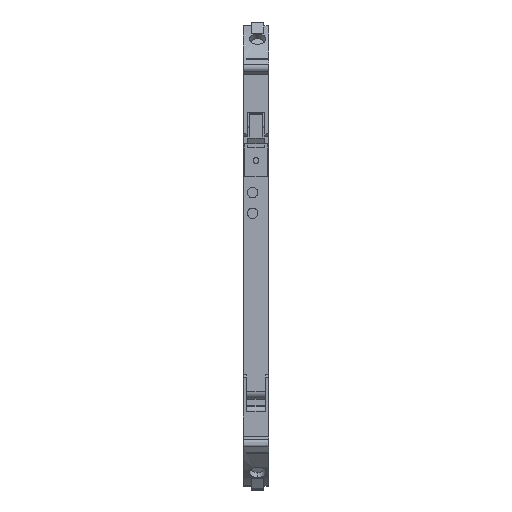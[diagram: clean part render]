
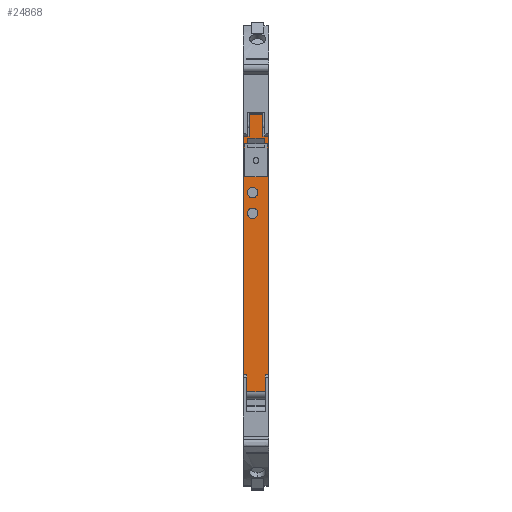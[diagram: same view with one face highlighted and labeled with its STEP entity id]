
A CAD part, top view. The second image highlights one B-rep face of the part: STEP entity #24868.
In plain terms, the highlighted planar face has unit normal (0, 0, 1).
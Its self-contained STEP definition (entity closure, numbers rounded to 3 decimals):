
#24166=AXIS2_PLACEMENT_3D('Plane Axis2P3D',#24163,#24164,#24165) ;
#24639=AXIS2_PLACEMENT_3D('Circle Axis2P3D',#24637,#24638,$) ;
#24671=AXIS2_PLACEMENT_3D('Circle Axis2P3D',#24669,#24670,$) ;
#24852=AXIS2_PLACEMENT_3D('Circle Axis2P3D',#24850,#24851,$) ;
#24861=AXIS2_PLACEMENT_3D('Circle Axis2P3D',#24859,#24860,$) ;
#24163=CARTESIAN_POINT('Axis2P3D Location',(0.075,85.563,112.497)) ;
#24634=CARTESIAN_POINT('Vertex',(0.96,71.463,112.497)) ;
#24637=CARTESIAN_POINT('Axis2P3D Location',(2.21,71.463,112.497)) ;
#24641=CARTESIAN_POINT('Vertex',(3.46,71.463,112.497)) ;
#24669=CARTESIAN_POINT('Axis2P3D Location',(2.21,71.463,112.497)) ;
#24682=CARTESIAN_POINT('Line Origine',(5.695,27.563,112.497)) ;
#24686=CARTESIAN_POINT('Vertex',(6.09,27.563,112.497)) ;
#24688=CARTESIAN_POINT('Vertex',(5.3,27.563,112.497)) ;
#24691=CARTESIAN_POINT('Line Origine',(6.09,56.263,112.497)) ;
#24695=CARTESIAN_POINT('Vertex',(6.09,84.963,112.497)) ;
#24698=CARTESIAN_POINT('Line Origine',(5.405,84.963,112.497)) ;
#24702=CARTESIAN_POINT('Vertex',(4.72,84.963,112.497)) ;
#24705=CARTESIAN_POINT('Line Origine',(4.72,87.614,112.497)) ;
#24709=CARTESIAN_POINT('Vertex',(4.72,90.264,112.497)) ;
#24712=CARTESIAN_POINT('Line Origine',(3.05,90.264,112.497)) ;
#24716=CARTESIAN_POINT('Vertex',(1.38,90.264,112.497)) ;
#24719=CARTESIAN_POINT('Line Origine',(1.38,87.614,112.497)) ;
#24723=CARTESIAN_POINT('Vertex',(1.38,84.963,112.497)) ;
#24726=CARTESIAN_POINT('Line Origine',(0.695,84.963,112.497)) ;
#24730=CARTESIAN_POINT('Vertex',(0.01,84.963,112.497)) ;
#24733=CARTESIAN_POINT('Line Origine',(0.01,56.263,112.497)) ;
#24737=CARTESIAN_POINT('Vertex',(0.01,27.563,112.497)) ;
#24740=CARTESIAN_POINT('Line Origine',(0.405,27.563,112.497)) ;
#24744=CARTESIAN_POINT('Vertex',(0.8,27.563,112.497)) ;
#24747=CARTESIAN_POINT('Line Origine',(0.8,25.563,112.497)) ;
#24751=CARTESIAN_POINT('Vertex',(0.8,23.563,112.497)) ;
#24754=CARTESIAN_POINT('Line Origine',(3.05,23.563,112.497)) ;
#24758=CARTESIAN_POINT('Vertex',(5.3,23.563,112.497)) ;
#24761=CARTESIAN_POINT('Line Origine',(5.3,25.563,112.497)) ;
#24780=CARTESIAN_POINT('Line Origine',(3.05,84.57,112.497)) ;
#24784=CARTESIAN_POINT('Vertex',(5.011,84.57,112.497)) ;
#24786=CARTESIAN_POINT('Vertex',(1.089,84.57,112.497)) ;
#24789=CARTESIAN_POINT('Line Origine',(5.011,83.87,112.497)) ;
#24793=CARTESIAN_POINT('Vertex',(5.011,83.17,112.497)) ;
#24796=CARTESIAN_POINT('Line Origine',(5.408,83.17,112.497)) ;
#24800=CARTESIAN_POINT('Vertex',(5.806,83.17,112.497)) ;
#24803=CARTESIAN_POINT('Line Origine',(5.806,79.213,112.497)) ;
#24807=CARTESIAN_POINT('Vertex',(5.806,75.257,112.497)) ;
#24810=CARTESIAN_POINT('Line Origine',(3.05,75.257,112.497)) ;
#24814=CARTESIAN_POINT('Vertex',(0.294,75.257,112.497)) ;
#24817=CARTESIAN_POINT('Line Origine',(0.294,79.213,112.497)) ;
#24821=CARTESIAN_POINT('Vertex',(0.294,83.17,112.497)) ;
#24824=CARTESIAN_POINT('Line Origine',(0.692,83.17,112.497)) ;
#24828=CARTESIAN_POINT('Vertex',(1.089,83.17,112.497)) ;
#24831=CARTESIAN_POINT('Line Origine',(1.089,83.87,112.497)) ;
#24850=CARTESIAN_POINT('Axis2P3D Location',(2.21,66.463,112.497)) ;
#24854=CARTESIAN_POINT('Vertex',(0.96,66.463,112.497)) ;
#24856=CARTESIAN_POINT('Vertex',(3.46,66.463,112.497)) ;
#24859=CARTESIAN_POINT('Axis2P3D Location',(2.21,66.463,112.497)) ;
#24164=DIRECTION('Axis2P3D Direction',(0.,0.,-1.)) ;
#24165=DIRECTION('Axis2P3D XDirection',(0.,1.,0.)) ;
#24638=DIRECTION('Axis2P3D Direction',(0.,0.,1.)) ;
#24670=DIRECTION('Axis2P3D Direction',(0.,0.,1.)) ;
#24683=DIRECTION('Vector Direction',(-1.,0.,0.)) ;
#24692=DIRECTION('Vector Direction',(0.,1.,0.)) ;
#24699=DIRECTION('Vector Direction',(-1.,0.,0.)) ;
#24706=DIRECTION('Vector Direction',(0.,1.,0.)) ;
#24713=DIRECTION('Vector Direction',(-1.,0.,0.)) ;
#24720=DIRECTION('Vector Direction',(0.,-1.,0.)) ;
#24727=DIRECTION('Vector Direction',(-1.,0.,0.)) ;
#24734=DIRECTION('Vector Direction',(0.,1.,0.)) ;
#24741=DIRECTION('Vector Direction',(-1.,0.,0.)) ;
#24748=DIRECTION('Vector Direction',(0.,1.,0.)) ;
#24755=DIRECTION('Vector Direction',(-1.,0.,0.)) ;
#24762=DIRECTION('Vector Direction',(0.,1.,0.)) ;
#24781=DIRECTION('Vector Direction',(1.,0.,0.)) ;
#24790=DIRECTION('Vector Direction',(0.,1.,0.)) ;
#24797=DIRECTION('Vector Direction',(1.,0.,0.)) ;
#24804=DIRECTION('Vector Direction',(0.,1.,0.)) ;
#24811=DIRECTION('Vector Direction',(1.,0.,0.)) ;
#24818=DIRECTION('Vector Direction',(0.,-1.,0.)) ;
#24825=DIRECTION('Vector Direction',(1.,0.,0.)) ;
#24832=DIRECTION('Vector Direction',(0.,-1.,0.)) ;
#24851=DIRECTION('Axis2P3D Direction',(0.,0.,-1.)) ;
#24860=DIRECTION('Axis2P3D Direction',(0.,0.,-1.)) ;
#24684=VECTOR('Line Direction',#24683,1.) ;
#24693=VECTOR('Line Direction',#24692,1.) ;
#24700=VECTOR('Line Direction',#24699,1.) ;
#24707=VECTOR('Line Direction',#24706,1.) ;
#24714=VECTOR('Line Direction',#24713,1.) ;
#24721=VECTOR('Line Direction',#24720,1.) ;
#24728=VECTOR('Line Direction',#24727,1.) ;
#24735=VECTOR('Line Direction',#24734,1.) ;
#24742=VECTOR('Line Direction',#24741,1.) ;
#24749=VECTOR('Line Direction',#24748,1.) ;
#24756=VECTOR('Line Direction',#24755,1.) ;
#24763=VECTOR('Line Direction',#24762,1.) ;
#24782=VECTOR('Line Direction',#24781,1.) ;
#24791=VECTOR('Line Direction',#24790,1.) ;
#24798=VECTOR('Line Direction',#24797,1.) ;
#24805=VECTOR('Line Direction',#24804,1.) ;
#24812=VECTOR('Line Direction',#24811,1.) ;
#24819=VECTOR('Line Direction',#24818,1.) ;
#24826=VECTOR('Line Direction',#24825,1.) ;
#24833=VECTOR('Line Direction',#24832,1.) ;
#24767=ORIENTED_EDGE('',*,*,#24690,.F.) ;
#24768=ORIENTED_EDGE('',*,*,#24697,.T.) ;
#24769=ORIENTED_EDGE('',*,*,#24704,.F.) ;
#24770=ORIENTED_EDGE('',*,*,#24711,.T.) ;
#24771=ORIENTED_EDGE('',*,*,#24718,.F.) ;
#24772=ORIENTED_EDGE('',*,*,#24725,.T.) ;
#24773=ORIENTED_EDGE('',*,*,#24732,.T.) ;
#24774=ORIENTED_EDGE('',*,*,#24739,.F.) ;
#24775=ORIENTED_EDGE('',*,*,#24746,.F.) ;
#24776=ORIENTED_EDGE('',*,*,#24753,.F.) ;
#24777=ORIENTED_EDGE('',*,*,#24760,.F.) ;
#24778=ORIENTED_EDGE('',*,*,#24765,.T.) ;
#24837=ORIENTED_EDGE('',*,*,#24788,.F.) ;
#24838=ORIENTED_EDGE('',*,*,#24795,.T.) ;
#24839=ORIENTED_EDGE('',*,*,#24802,.T.) ;
#24840=ORIENTED_EDGE('',*,*,#24809,.T.) ;
#24841=ORIENTED_EDGE('',*,*,#24816,.F.) ;
#24842=ORIENTED_EDGE('',*,*,#24823,.T.) ;
#24843=ORIENTED_EDGE('',*,*,#24830,.T.) ;
#24844=ORIENTED_EDGE('',*,*,#24835,.T.) ;
#24847=ORIENTED_EDGE('',*,*,#24643,.F.) ;
#24848=ORIENTED_EDGE('',*,*,#24673,.F.) ;
#24865=ORIENTED_EDGE('',*,*,#24858,.F.) ;
#24866=ORIENTED_EDGE('',*,*,#24863,.F.) ;
#24845=FACE_BOUND('',#24836,.T.) ;
#24849=FACE_BOUND('',#24846,.T.) ;
#24867=FACE_BOUND('',#24864,.T.) ;
#24868=ADVANCED_FACE('AUFDRUCK_ORANGE',(#24779,#24845,#24849,#24867),#24167,.F.) ;
#24640=CIRCLE('generated circle',#24639,1.25) ;
#24672=CIRCLE('generated circle',#24671,1.25) ;
#24853=CIRCLE('generated circle',#24852,1.25) ;
#24862=CIRCLE('generated circle',#24861,1.25) ;
#24643=EDGE_CURVE('',#24635,#24642,#24640,.T.) ;
#24673=EDGE_CURVE('',#24642,#24635,#24672,.T.) ;
#24690=EDGE_CURVE('',#24687,#24689,#24685,.T.) ;
#24697=EDGE_CURVE('',#24687,#24696,#24694,.T.) ;
#24704=EDGE_CURVE('',#24703,#24696,#24701,.F.) ;
#24711=EDGE_CURVE('',#24703,#24710,#24708,.T.) ;
#24718=EDGE_CURVE('',#24717,#24710,#24715,.F.) ;
#24725=EDGE_CURVE('',#24717,#24724,#24722,.T.) ;
#24732=EDGE_CURVE('',#24724,#24731,#24729,.T.) ;
#24739=EDGE_CURVE('',#24738,#24731,#24736,.T.) ;
#24746=EDGE_CURVE('',#24745,#24738,#24743,.T.) ;
#24753=EDGE_CURVE('',#24752,#24745,#24750,.T.) ;
#24760=EDGE_CURVE('',#24759,#24752,#24757,.T.) ;
#24765=EDGE_CURVE('',#24759,#24689,#24764,.T.) ;
#24788=EDGE_CURVE('',#24785,#24787,#24783,.F.) ;
#24795=EDGE_CURVE('',#24785,#24794,#24792,.F.) ;
#24802=EDGE_CURVE('',#24794,#24801,#24799,.T.) ;
#24809=EDGE_CURVE('',#24801,#24808,#24806,.F.) ;
#24816=EDGE_CURVE('',#24815,#24808,#24813,.T.) ;
#24823=EDGE_CURVE('',#24815,#24822,#24820,.F.) ;
#24830=EDGE_CURVE('',#24822,#24829,#24827,.T.) ;
#24835=EDGE_CURVE('',#24829,#24787,#24834,.F.) ;
#24858=EDGE_CURVE('',#24855,#24857,#24853,.F.) ;
#24863=EDGE_CURVE('',#24857,#24855,#24862,.F.) ;
#24766=EDGE_LOOP('',(#24767,#24768,#24769,#24770,#24771,#24772,#24773,#24774,#24775,#24776,#24777,#24778)) ;
#24836=EDGE_LOOP('',(#24837,#24838,#24839,#24840,#24841,#24842,#24843,#24844)) ;
#24846=EDGE_LOOP('',(#24847,#24848)) ;
#24864=EDGE_LOOP('',(#24865,#24866)) ;
#24779=FACE_OUTER_BOUND('',#24766,.T.) ;
#24685=LINE('Line',#24682,#24684) ;
#24694=LINE('Line',#24691,#24693) ;
#24701=LINE('Line',#24698,#24700) ;
#24708=LINE('Line',#24705,#24707) ;
#24715=LINE('Line',#24712,#24714) ;
#24722=LINE('Line',#24719,#24721) ;
#24729=LINE('Line',#24726,#24728) ;
#24736=LINE('Line',#24733,#24735) ;
#24743=LINE('Line',#24740,#24742) ;
#24750=LINE('Line',#24747,#24749) ;
#24757=LINE('Line',#24754,#24756) ;
#24764=LINE('Line',#24761,#24763) ;
#24783=LINE('Line',#24780,#24782) ;
#24792=LINE('Line',#24789,#24791) ;
#24799=LINE('Line',#24796,#24798) ;
#24806=LINE('Line',#24803,#24805) ;
#24813=LINE('Line',#24810,#24812) ;
#24820=LINE('Line',#24817,#24819) ;
#24827=LINE('Line',#24824,#24826) ;
#24834=LINE('Line',#24831,#24833) ;
#24167=PLANE('',#24166) ;
#24635=VERTEX_POINT('',#24634) ;
#24642=VERTEX_POINT('',#24641) ;
#24687=VERTEX_POINT('',#24686) ;
#24689=VERTEX_POINT('',#24688) ;
#24696=VERTEX_POINT('',#24695) ;
#24703=VERTEX_POINT('',#24702) ;
#24710=VERTEX_POINT('',#24709) ;
#24717=VERTEX_POINT('',#24716) ;
#24724=VERTEX_POINT('',#24723) ;
#24731=VERTEX_POINT('',#24730) ;
#24738=VERTEX_POINT('',#24737) ;
#24745=VERTEX_POINT('',#24744) ;
#24752=VERTEX_POINT('',#24751) ;
#24759=VERTEX_POINT('',#24758) ;
#24785=VERTEX_POINT('',#24784) ;
#24787=VERTEX_POINT('',#24786) ;
#24794=VERTEX_POINT('',#24793) ;
#24801=VERTEX_POINT('',#24800) ;
#24808=VERTEX_POINT('',#24807) ;
#24815=VERTEX_POINT('',#24814) ;
#24822=VERTEX_POINT('',#24821) ;
#24829=VERTEX_POINT('',#24828) ;
#24855=VERTEX_POINT('',#24854) ;
#24857=VERTEX_POINT('',#24856) ;
